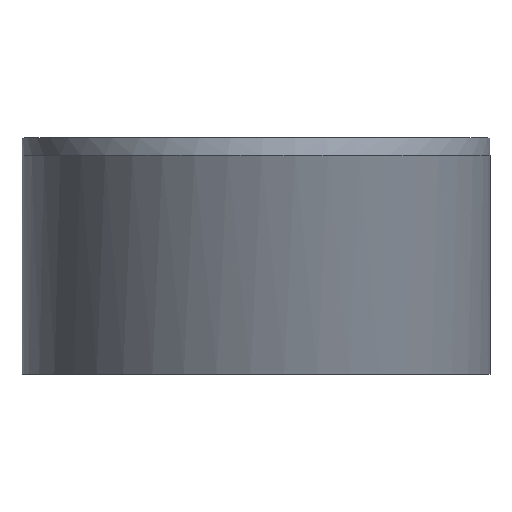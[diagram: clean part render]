
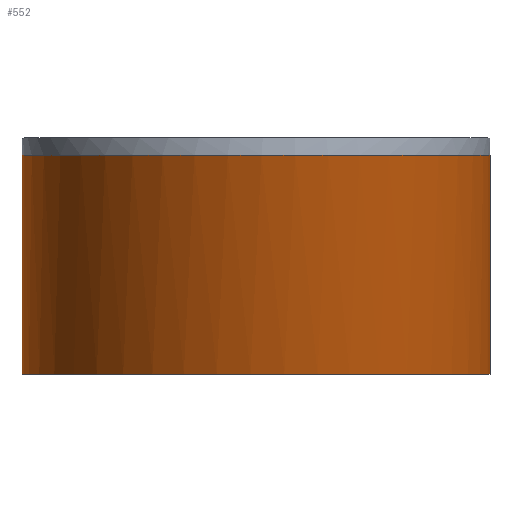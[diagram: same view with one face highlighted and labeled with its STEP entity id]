
A CAD part, front view. The second image highlights one B-rep face of the part: STEP entity #552.
In plain terms, the highlighted cylindrical face has radius 13.5 mm (diameter 27 mm), a full revolution.
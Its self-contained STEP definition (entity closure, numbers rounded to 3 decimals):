
#71=FACE_OUTER_BOUND('',#107,.T.);
#107=EDGE_LOOP('',(#502,#503,#504,#505,#506,#507,#508,#509,#510,#511,#512,
#513));
#109=CIRCLE('',#560,13.5);
#111=CIRCLE('',#565,13.5);
#127=LINE('',#777,#177);
#169=LINE('',#1037,#219);
#172=LINE('',#1044,#222);
#173=LINE('',#1045,#223);
#177=VECTOR('',#620,10.);
#219=VECTOR('',#750,10.);
#222=VECTOR('',#761,13.5);
#223=VECTOR('',#762,10.);
#226=ELLIPSE('',#571,14.92,13.5);
#230=ELLIPSE('',#598,14.924,13.5);
#231=ELLIPSE('',#599,14.924,13.5);
#232=ELLIPSE('',#600,14.924,13.5);
#237=VERTEX_POINT('',#774);
#238=VERTEX_POINT('',#776);
#240=VERTEX_POINT('',#782);
#245=VERTEX_POINT('',#795);
#252=VERTEX_POINT('',#816);
#275=VERTEX_POINT('',#885);
#280=VERTEX_POINT('',#1028);
#281=VERTEX_POINT('',#1030);
#282=VERTEX_POINT('',#1032);
#288=EDGE_CURVE('',#238,#237,#127,.T.);
#292=EDGE_CURVE('',#237,#240,#109,.T.);
#298=EDGE_CURVE('',#240,#245,#111,.T.);
#308=EDGE_CURVE('',#238,#252,#226,.T.);
#352=EDGE_CURVE('',#280,#281,#230,.T.);
#353=EDGE_CURVE('',#281,#282,#231,.T.);
#354=EDGE_CURVE('',#282,#280,#232,.T.);
#355=EDGE_CURVE('',#252,#245,#169,.T.);
#358=EDGE_CURVE('',#281,#245,#172,.T.);
#359=EDGE_CURVE('',#275,#240,#173,.T.);
#502=ORIENTED_EDGE('',*,*,#354,.F.);
#503=ORIENTED_EDGE('',*,*,#353,.F.);
#504=ORIENTED_EDGE('',*,*,#358,.T.);
#505=ORIENTED_EDGE('',*,*,#355,.F.);
#506=ORIENTED_EDGE('',*,*,#308,.F.);
#507=ORIENTED_EDGE('',*,*,#288,.T.);
#508=ORIENTED_EDGE('',*,*,#292,.T.);
#509=ORIENTED_EDGE('',*,*,#359,.F.);
#510=ORIENTED_EDGE('',*,*,#359,.T.);
#511=ORIENTED_EDGE('',*,*,#298,.T.);
#512=ORIENTED_EDGE('',*,*,#358,.F.);
#513=ORIENTED_EDGE('',*,*,#352,.F.);
#523=CYLINDRICAL_SURFACE('',#606,13.5);
#552=ADVANCED_FACE('',(#71),#523,.T.);
#560=AXIS2_PLACEMENT_3D('',#784,#626,#627);
#565=AXIS2_PLACEMENT_3D('',#797,#639,#640);
#571=AXIS2_PLACEMENT_3D('',#817,#658,#659);
#598=AXIS2_PLACEMENT_3D('',#1031,#740,#741);
#599=AXIS2_PLACEMENT_3D('',#1033,#742,#743);
#600=AXIS2_PLACEMENT_3D('',#1034,#744,#745);
#606=AXIS2_PLACEMENT_3D('',#1043,#759,#760);
#620=DIRECTION('',(0.,-0.426,0.905));
#626=DIRECTION('center_axis',(0.,-0.426,0.905));
#627=DIRECTION('ref_axis',(1.,0.,0.));
#639=DIRECTION('center_axis',(0.,-0.426,0.905));
#640=DIRECTION('ref_axis',(1.,0.,0.));
#658=DIRECTION('center_axis',(0.,0.,-1.));
#659=DIRECTION('ref_axis',(0.,-1.,0.));
#740=DIRECTION('center_axis',(0.,0.001,
1.));
#741=DIRECTION('ref_axis',(0.,-1.,0.001));
#742=DIRECTION('center_axis',(0.,0.001,
1.));
#743=DIRECTION('ref_axis',(0.,-1.,0.001));
#744=DIRECTION('center_axis',(0.,0.001,
1.));
#745=DIRECTION('ref_axis',(0.,-1.,0.001));
#750=DIRECTION('',(0.,-0.426,0.905));
#759=DIRECTION('center_axis',(0.,0.426,-0.905));
#760=DIRECTION('ref_axis',(1.,0.,0.));
#761=DIRECTION('',(0.,0.426,-0.905));
#762=DIRECTION('',(0.,0.426,-0.905));
#774=CARTESIAN_POINT('',(13.5,14.344,1.224));
#776=CARTESIAN_POINT('',(13.5,14.92,0.));
#777=CARTESIAN_POINT('',(13.5,12.215,5.748));
#782=CARTESIAN_POINT('',(0.,26.559,6.972));
#784=CARTESIAN_POINT('Origin',(0.,14.344,1.224));
#795=CARTESIAN_POINT('',(-13.5,14.344,1.224));
#797=CARTESIAN_POINT('Origin',(0.,14.344,1.224));
#816=CARTESIAN_POINT('',(-13.5,14.92,0.));
#817=CARTESIAN_POINT('Origin',(0.,14.92,0.));
#885=CARTESIAN_POINT('',(0.,26.546,7.));
#1028=CARTESIAN_POINT('',(0.,23.904,12.614));
#1030=CARTESIAN_POINT('',(-13.5,8.98,12.622));
#1031=CARTESIAN_POINT('Origin',(0.,8.98,12.622));
#1032=CARTESIAN_POINT('',(13.5,8.98,12.622));
#1033=CARTESIAN_POINT('Origin',(0.,8.98,12.622));
#1034=CARTESIAN_POINT('Origin',(0.,8.98,12.622));
#1037=CARTESIAN_POINT('',(-13.5,12.215,5.748));
#1043=CARTESIAN_POINT('Origin',(0.,4.551,22.035));
#1044=CARTESIAN_POINT('',(-13.5,4.551,22.035));
#1045=CARTESIAN_POINT('',(0.,24.43,11.497));
